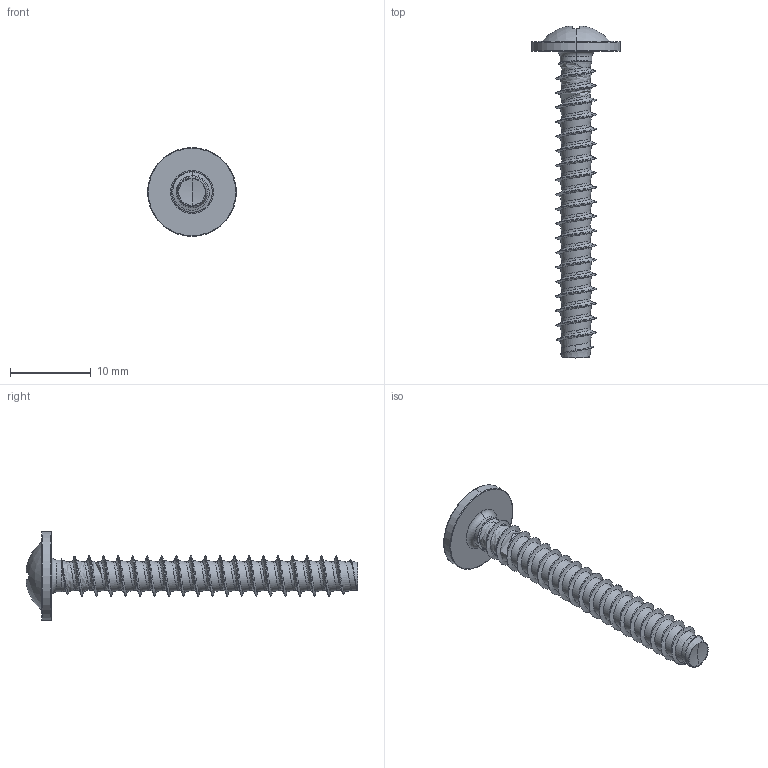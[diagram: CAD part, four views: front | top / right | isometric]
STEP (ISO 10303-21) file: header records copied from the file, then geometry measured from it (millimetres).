
FILE_DESCRIPTION (( 'STEP AP203' ), '1' );
FILE_NAME ('STP210500380.STEP', '2020-09-03T13:02:24', ( '' ), ( '' ), 'SwSTEP 2.0', 'SolidWorks 2015', '' );
FILE_SCHEMA (( 'CONFIG_CONTROL_DESIGN' ));
Products named in the file (2): STP210500380
Bounding box: 11 x 41.12 x 11 mm (x, y, z)
Volume: 602.9 mm3; surface area: 958.8 mm2
Topology: 1 solids, 1 shells, 210 faces, 514 edges, 307 vertices
Faces by surface type: cylinder 66, bspline 55, plane 31, torus 30, sphere 20, cone 8
Entity records: 38436 total; most frequent: CARTESIAN_POINT 33944, ORIENTED_EDGE 1024, DIRECTION 794, EDGE_CURVE 512, AXIS2_PLACEMENT_3D 342, VERTEX_POINT 307, EDGE_LOOP 213, ADVANCED_FACE 210
